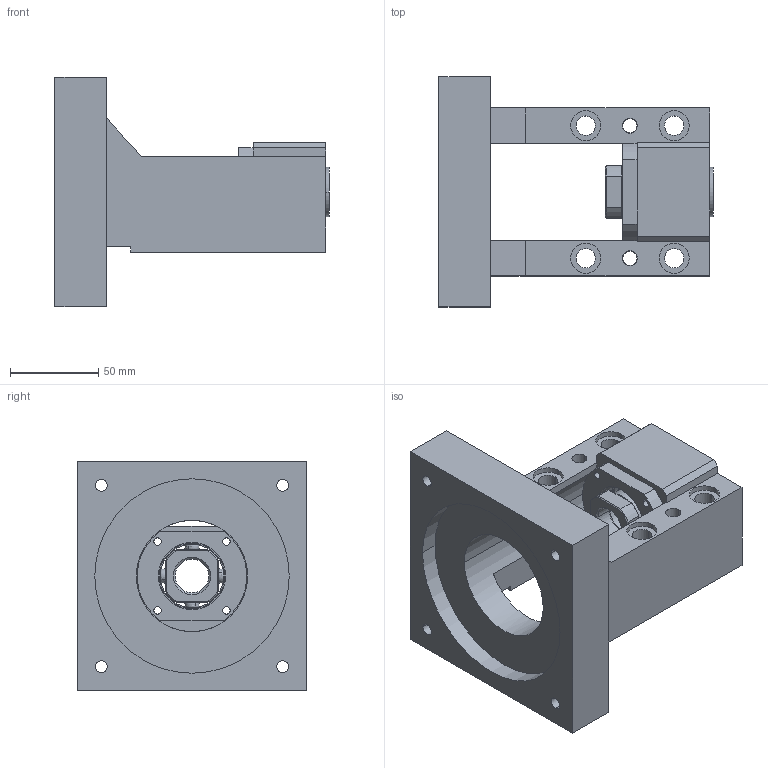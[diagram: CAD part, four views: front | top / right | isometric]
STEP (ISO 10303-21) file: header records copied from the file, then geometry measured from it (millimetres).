
FILE_DESCRIPTION(('CATIA V5 STEP Exchange'),'2;1');
FILE_NAME('TKZS20-130-XT01580048.stp','2019-10-24T16:10:57+00:00',('none'),('none'),'CATIA Version 5 Release 20 GA (IN-10)','CATIA V5 STEP AP203','none');
FILE_SCHEMA(('CONFIG_CONTROL_DESIGN'));
Length unit declared in the file: millimetre
Products named in the file (1): TKZS20-130-XT01580048_AllCATPart
Bounding box: 155 x 130 x 130 mm (x, y, z)
Volume: 687197.9 mm3; surface area: 132477.5 mm2
Topology: 18 solids, 21 shells, 256 faces, 631 edges, 377 vertices
Faces by surface type: cylinder 110, plane 76, sphere 32, torus 24, cone 14
Entity records: 6594 total; most frequent: CARTESIAN_POINT 1236, ORIENTED_EDGE 1134, DIRECTION 862, EDGE_CURVE 567, AXIS2_PLACEMENT_3D 477, VERTEX_POINT 377, EDGE_LOOP 322, CIRCLE 318
